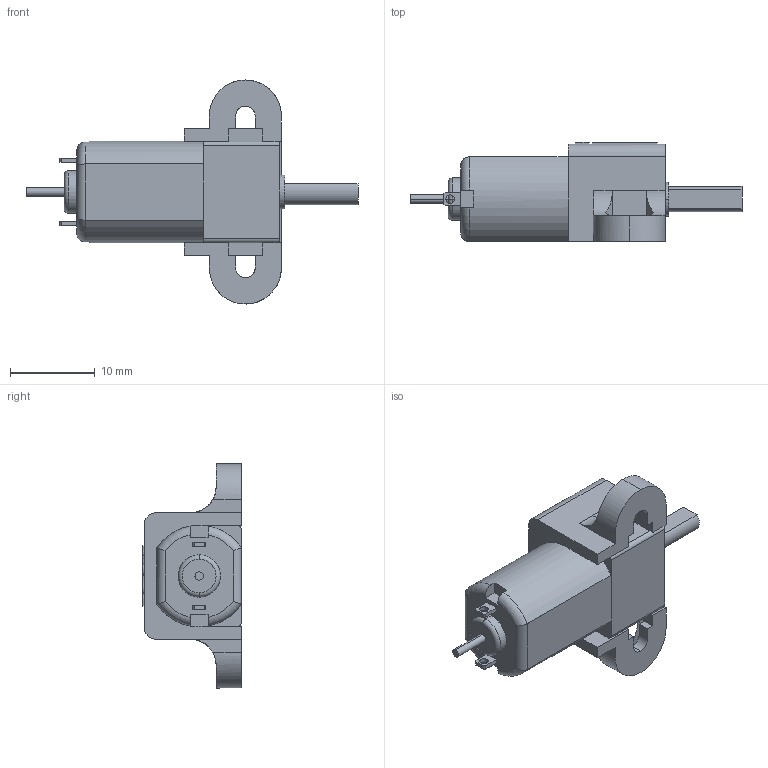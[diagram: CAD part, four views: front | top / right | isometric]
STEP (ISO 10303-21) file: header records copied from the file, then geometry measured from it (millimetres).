
FILE_DESCRIPTION (( 'STEP AP214' ), '1' );
FILE_NAME ('mmgm-pm-ext-shaft-with-1086-bracket-fix.STEP', '2024-05-02T19:28:49', ( '' ), ( '' ), 'SwSTEP 2.0', 'SolidWorks 2023', '' );
FILE_SCHEMA (( 'AUTOMOTIVE_DESIGN' ));
Length unit declared in the file: millimetre
Products named in the file (1): mmgm-pm-ext-shaft-with-1086-bracket-fix
Bounding box: 39.27 x 11.7 x 26.5 mm (x, y, z)
Volume: 3487.6 mm3; surface area: 1937.2 mm2
Topology: 1 solids, 2 shells, 998 faces, 2984 edges, 2010 vertices
Faces by surface type: plane 944, cylinder 48, torus 6
Entity records: 46024 total; most frequent: CARTESIAN_POINT 11218, ORIENTED_EDGE 5968, DIRECTION 3444, EDGE_CURVE 2984, VERTEX_POINT 2010, B_SPLINE_CURVE_WITH_KNOTS 1622, LINE 1278, VECTOR 1278
